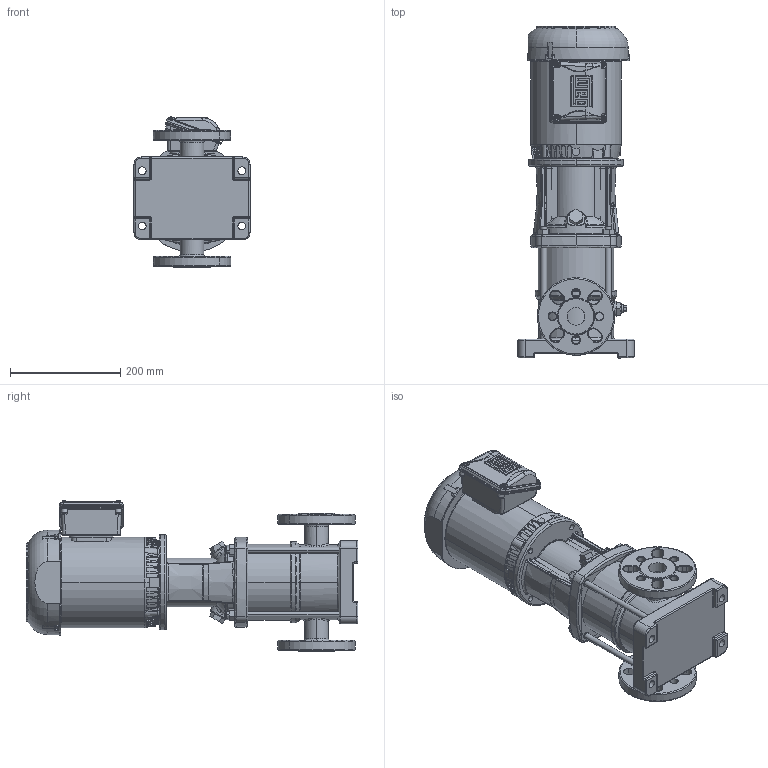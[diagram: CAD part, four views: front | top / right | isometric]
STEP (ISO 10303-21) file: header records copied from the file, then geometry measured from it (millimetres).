
FILE_DESCRIPTION (( 'STEP AP203' ), '1' );
FILE_NAME ('3303004 - MVI-5-6-.75 HP-56C-304-E-208-230_460~3.step', '2022-03-30T16:18:31', ( '' ), ( '' ), 'SwSTEP 2.0', 'SolidWorks 2021', '' );
FILE_SCHEMA (( 'CONFIG_CONTROL_DESIGN' ));
Length unit declared in the file: inch
Products named in the file (5): TEFC MOTOR_2700084 - NEMA V2 0.75 HP 56C 208-230_460~3 TEFC; 3303004 - MVI-5-6-.75 HP-56C-304-E-208-230_460~3; 2700084 - NEMA V2 0.75 HP 56C 208-230_460~3 TEFC; sbi_n_1-6_flange(NEMA); MVI PEO - [304-EPDM]_3304004 - MVI-5-6-.75 HP-56C-304-E-S
Assembly tree (4 placements, depth 3):
  3303004 - MVI-5-6-.75 HP-56C-304-E-208-230_460~3
    MVI PEO - [304-EPDM]_3304004 - MVI-5-6-.75 HP-56C-304-E-S
      sbi_n_1-6_flange(NEMA)
    TEFC MOTOR_2700084 - NEMA V2 0.75 HP 56C 208-230_460~3 TEFC
      2700084 - NEMA V2 0.75 HP 56C 208-230_460~3 TEFC
Bounding box: 210 x 600.7 x 273.12 mm (x, y, z)
Volume: 12400229.5 mm3; surface area: 803130.9 mm2
Topology: 6 solids, 22 shells, 2237 faces, 5831 edges, 3689 vertices
Faces by surface type: plane 698, cylinder 606, bspline 508, cone 330, torus 85, sphere 10
Entity records: 110656 total; most frequent: CARTESIAN_POINT 61295, ORIENTED_EDGE 11584, DIRECTION 8280, EDGE_CURVE 5792, VERTEX_POINT 3687, AXIS2_PLACEMENT_3D 3194, EDGE_LOOP 2401, ADVANCED_FACE 2237
